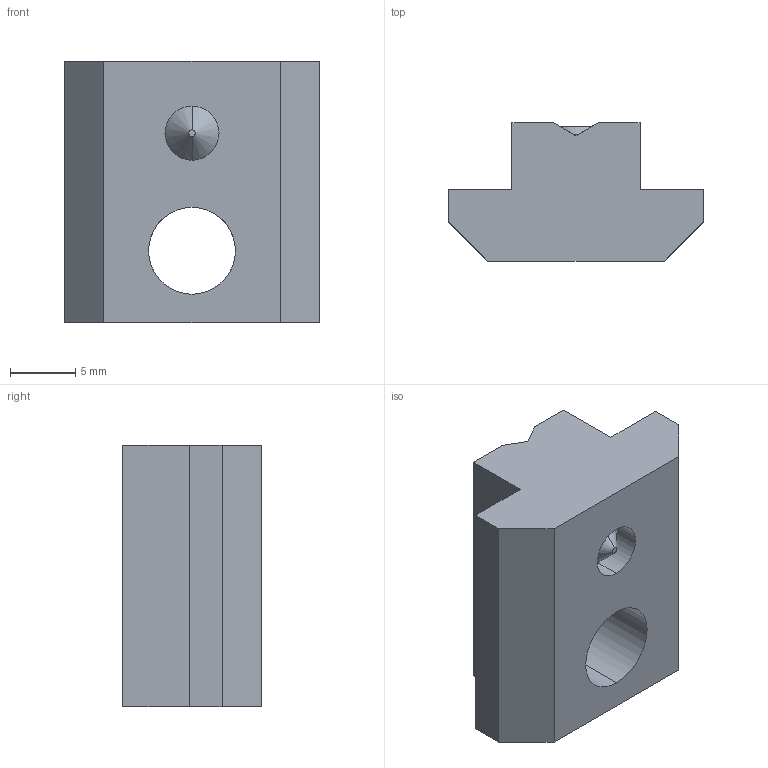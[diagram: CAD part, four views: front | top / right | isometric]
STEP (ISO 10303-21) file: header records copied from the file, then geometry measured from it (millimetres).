
FILE_DESCRIPTION (( 'STEP AP214' ), '1' );
FILE_NAME ('6211064', '2019-02-04T08:31:18', ( '' ), ('JUGARD+KÜNSTNER GmbH'), 'SwSTEP 2.0', 'SolidWorks 2017', '' );
FILE_SCHEMA (( 'AUTOMOTIVE_DESIGN' ));
Length unit declared in the file: millimetre
Products named in the file (1): 6211064_CNAJF00
Bounding box: 19.5 x 10.6 x 20 mm (x, y, z)
Volume: 2537.8 mm3; surface area: 1645.8 mm2
Topology: 1 solids, 1 shells, 41 faces, 109 edges, 71 vertices
Faces by surface type: plane 28, cylinder 9, cone 4
Entity records: 1302 total; most frequent: CARTESIAN_POINT 270, ORIENTED_EDGE 218, DIRECTION 198, EDGE_CURVE 109, LINE 72, VECTOR 72, VERTEX_POINT 71, AXIS2_PLACEMENT_3D 63
